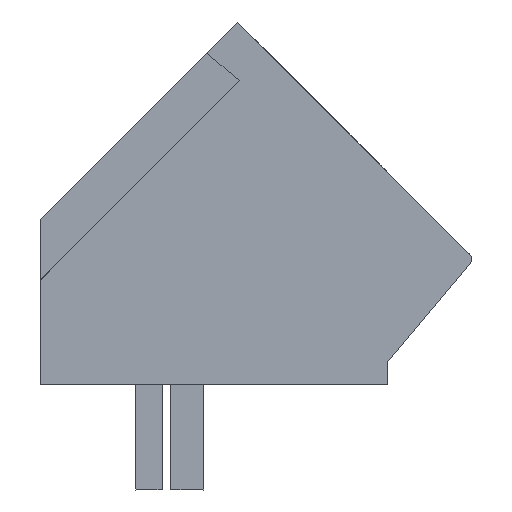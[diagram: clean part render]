
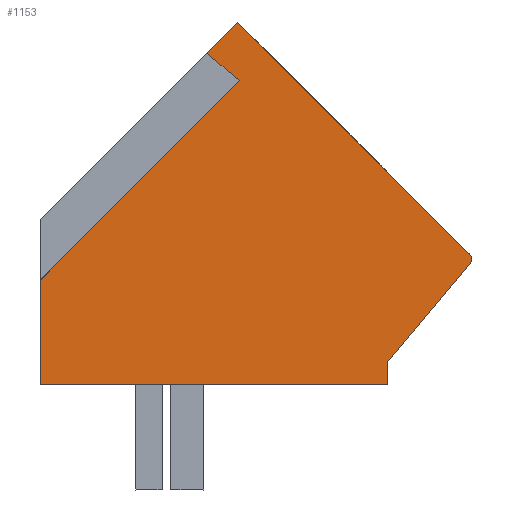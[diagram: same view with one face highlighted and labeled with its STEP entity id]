
A CAD part, left-side view. The second image highlights one B-rep face of the part: STEP entity #1153.
In plain terms, the highlighted planar face has unit normal (-1, 0, 0).
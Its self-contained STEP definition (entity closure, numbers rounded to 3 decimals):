
#1109=AXIS2_PLACEMENT_3D('Plane Axis2P3D',#1106,#1107,#1108) ;
#1139=AXIS2_PLACEMENT_3D('Circle Axis2P3D',#1137,#1138,$) ;
#172=CARTESIAN_POINT('Vertex',(0.,8.05,13.259)) ;
#175=CARTESIAN_POINT('Line Origine',(0.,7.58,13.73)) ;
#179=CARTESIAN_POINT('Vertex',(0.,7.11,14.2)) ;
#293=CARTESIAN_POINT('Line Origine',(0.,7.823,3.2)) ;
#297=CARTESIAN_POINT('Vertex',(0.,13.1,3.2)) ;
#299=CARTESIAN_POINT('Vertex',(0.,2.546,3.2)) ;
#904=CARTESIAN_POINT('Vertex',(0.,13.1,6.371)) ;
#907=CARTESIAN_POINT('Line Origine',(0.,10.075,9.396)) ;
#911=CARTESIAN_POINT('Vertex',(0.,7.051,12.421)) ;
#938=CARTESIAN_POINT('Line Origine',(0.,7.551,12.84)) ;
#1106=CARTESIAN_POINT('Axis2P3D Location',(0.,13.1,0.)) ;
#1111=CARTESIAN_POINT('Line Origine',(0.,3.584,10.674)) ;
#1115=CARTESIAN_POINT('Vertex',(0.,0.059,7.149)) ;
#1118=CARTESIAN_POINT('Line Origine',(0.,13.1,4.786)) ;
#1123=CARTESIAN_POINT('Line Origine',(0.,2.546,3.55)) ;
#1127=CARTESIAN_POINT('Vertex',(0.,2.546,3.9)) ;
#1130=CARTESIAN_POINT('Line Origine',(0.,1.297,5.389)) ;
#1134=CARTESIAN_POINT('Vertex',(0.,0.047,6.879)) ;
#1137=CARTESIAN_POINT('Axis2P3D Location',(0.,0.2,7.007)) ;
#176=DIRECTION('Vector Direction',(0.,0.707,-0.707)) ;
#294=DIRECTION('Vector Direction',(0.,-1.,0.)) ;
#908=DIRECTION('Vector Direction',(0.,0.707,-0.707)) ;
#939=DIRECTION('Vector Direction',(0.,-0.766,-0.643)) ;
#1107=DIRECTION('Axis2P3D Direction',(-1.,0.,0.)) ;
#1108=DIRECTION('Axis2P3D XDirection',(0.,-1.,0.)) ;
#1112=DIRECTION('Vector Direction',(0.,0.707,0.707)) ;
#1119=DIRECTION('Vector Direction',(0.,0.,-1.)) ;
#1124=DIRECTION('Vector Direction',(0.,0.,1.)) ;
#1131=DIRECTION('Vector Direction',(0.,-0.643,0.766)) ;
#1138=DIRECTION('Axis2P3D Direction',(-1.,0.,0.)) ;
#177=VECTOR('Line Direction',#176,1.) ;
#295=VECTOR('Line Direction',#294,1.) ;
#909=VECTOR('Line Direction',#908,1.) ;
#940=VECTOR('Line Direction',#939,1.) ;
#1113=VECTOR('Line Direction',#1112,1.) ;
#1120=VECTOR('Line Direction',#1119,1.) ;
#1125=VECTOR('Line Direction',#1124,1.) ;
#1132=VECTOR('Line Direction',#1131,1.) ;
#1143=ORIENTED_EDGE('',*,*,#1117,.T.) ;
#1144=ORIENTED_EDGE('',*,*,#181,.T.) ;
#1145=ORIENTED_EDGE('',*,*,#942,.T.) ;
#1146=ORIENTED_EDGE('',*,*,#913,.T.) ;
#1147=ORIENTED_EDGE('',*,*,#1122,.T.) ;
#1148=ORIENTED_EDGE('',*,*,#301,.T.) ;
#1149=ORIENTED_EDGE('',*,*,#1129,.T.) ;
#1150=ORIENTED_EDGE('',*,*,#1136,.T.) ;
#1151=ORIENTED_EDGE('',*,*,#1141,.F.) ;
#1153=ADVANCED_FACE('HOUSING',(#1152),#1110,.T.) ;
#1140=CIRCLE('generated circle',#1139,0.2) ;
#181=EDGE_CURVE('',#180,#173,#178,.T.) ;
#301=EDGE_CURVE('',#298,#300,#296,.T.) ;
#913=EDGE_CURVE('',#912,#905,#910,.T.) ;
#942=EDGE_CURVE('',#173,#912,#941,.T.) ;
#1117=EDGE_CURVE('',#1116,#180,#1114,.T.) ;
#1122=EDGE_CURVE('',#905,#298,#1121,.T.) ;
#1129=EDGE_CURVE('',#300,#1128,#1126,.T.) ;
#1136=EDGE_CURVE('',#1128,#1135,#1133,.T.) ;
#1141=EDGE_CURVE('',#1116,#1135,#1140,.F.) ;
#1142=EDGE_LOOP('',(#1143,#1144,#1145,#1146,#1147,#1148,#1149,#1150,#1151)) ;
#1152=FACE_OUTER_BOUND('',#1142,.T.) ;
#178=LINE('Line',#175,#177) ;
#296=LINE('Line',#293,#295) ;
#910=LINE('Line',#907,#909) ;
#941=LINE('Line',#938,#940) ;
#1114=LINE('Line',#1111,#1113) ;
#1121=LINE('Line',#1118,#1120) ;
#1126=LINE('Line',#1123,#1125) ;
#1133=LINE('Line',#1130,#1132) ;
#1110=PLANE('',#1109) ;
#173=VERTEX_POINT('',#172) ;
#180=VERTEX_POINT('',#179) ;
#298=VERTEX_POINT('',#297) ;
#300=VERTEX_POINT('',#299) ;
#905=VERTEX_POINT('',#904) ;
#912=VERTEX_POINT('',#911) ;
#1116=VERTEX_POINT('',#1115) ;
#1128=VERTEX_POINT('',#1127) ;
#1135=VERTEX_POINT('',#1134) ;
